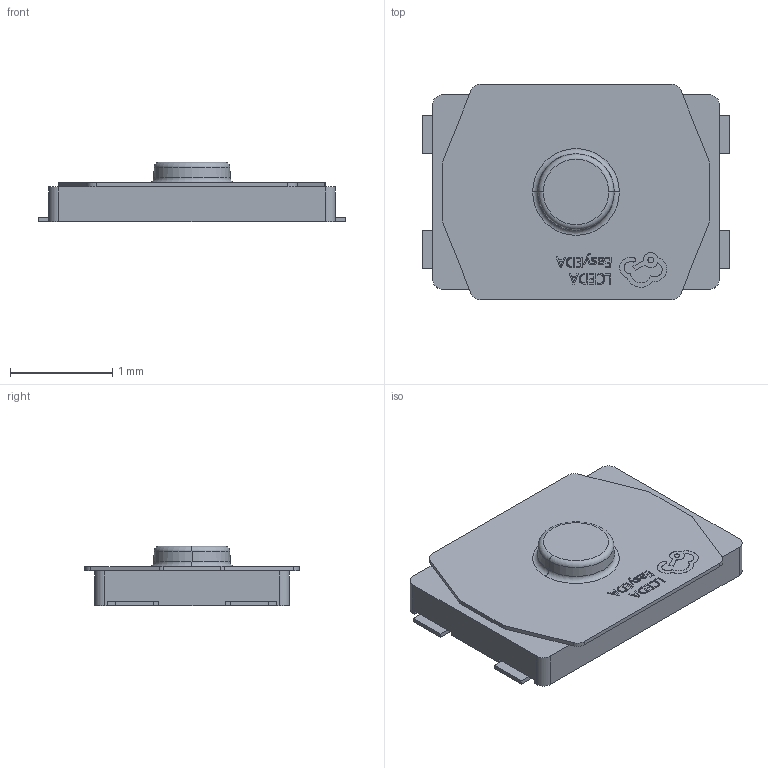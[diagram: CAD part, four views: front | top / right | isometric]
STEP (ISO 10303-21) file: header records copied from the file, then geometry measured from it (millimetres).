
FILE_DESCRIPTION (( 'STEP AP214' ), '1' );
FILE_NAME ('SW-SMD_4P-L2.8-W2.1-H0.6-P1.20-LS3.0_1TS028A.step', '2022-07-26T14:32:24', ( '' ), ( '' ), 'SwSTEP 2.0', 'SolidWorks 2020', '' );
FILE_SCHEMA (( 'AUTOMOTIVE_DESIGN' ));
Length unit declared in the file: millimetre
Products named in the file (1): SW-SMD_4P-L2.8-W2.1-H0.6-P1.20-LS3.0_1TS028A
Bounding box: 3 x 2.1 x 0.58 mm (x, y, z)
Volume: 2.1 mm3; surface area: 26.2 mm2
Topology: 19 solids, 19 shells, 365 faces, 953 edges, 634 vertices
Faces by surface type: plane 235, bspline 112, cylinder 12, torus 4, cone 2
Entity records: 15911 total; most frequent: CARTESIAN_POINT 4057, ORIENTED_EDGE 1906, DIRECTION 1269, EDGE_CURVE 953, VECTOR 689, LINE 689, VERTEX_POINT 634, EDGE_LOOP 385
